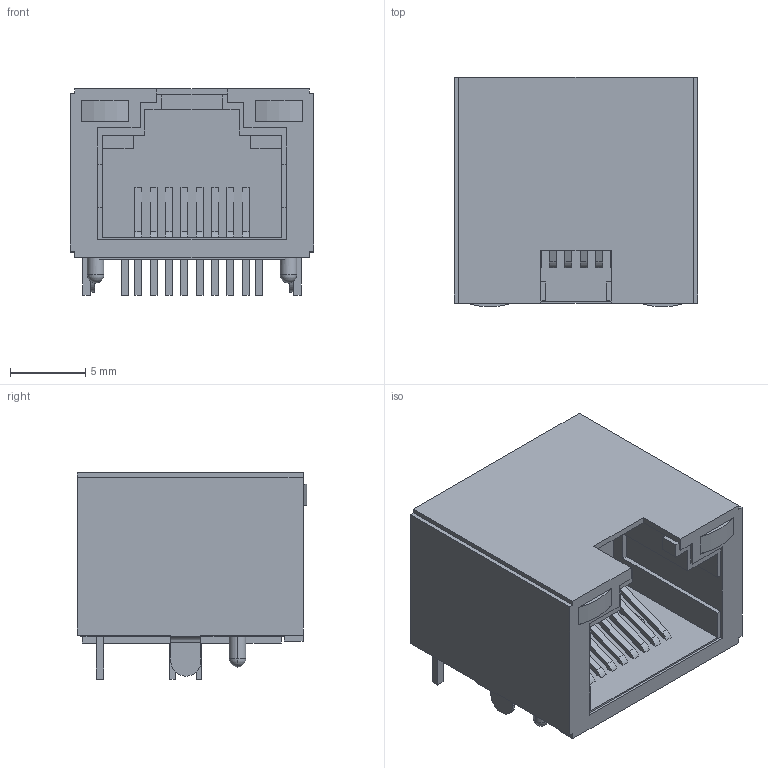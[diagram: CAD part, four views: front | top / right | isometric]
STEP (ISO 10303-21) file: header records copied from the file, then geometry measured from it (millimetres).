
FILE_DESCRIPTION(('STEP AP242'),'1');
FILE_NAME('1149867.stp','2024-10-06T16:56:29',('TraceParts'),('TraceParts S.A.'),'Spatial InterOp 3D',' ',' ');
FILE_SCHEMA(('AP242_MANAGED_MODEL_BASED_3D_ENGINEERING_MIM_LF {1 0 10303 442 1 1 4}'));
Length unit declared in the file: millimetre
Products named in the file (1): 1149867
Bounding box: 16.18 x 15.25 x 13.7 mm (x, y, z)
Volume: 1715.4 mm3; surface area: 1826.1 mm2
Topology: 1 solids, 1 shells, 243 faces, 663 edges, 434 vertices
Faces by surface type: plane 207, cylinder 32, sphere 4
Entity records: 9537 total; most frequent: CARTESIAN_POINT 1337, ORIENTED_EDGE 1318, DIRECTION 1219, EDGE_CURVE 659, LINE 587, VECTOR 587, VERTEX_POINT 434, AXIS2_PLACEMENT_3D 316
